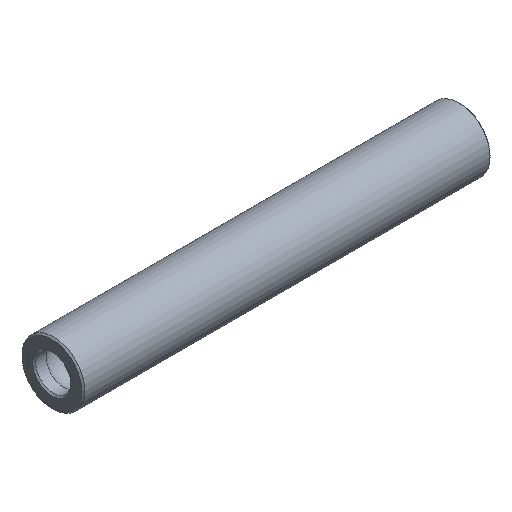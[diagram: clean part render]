
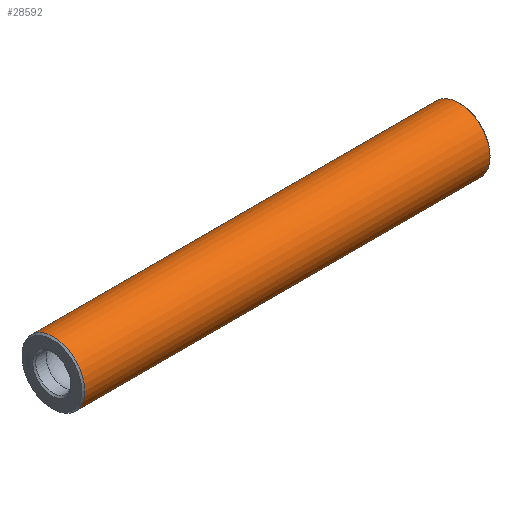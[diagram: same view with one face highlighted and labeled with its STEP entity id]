
A CAD part, isometric view. The second image highlights one B-rep face of the part: STEP entity #28592.
In plain terms, the highlighted cylindrical face has radius 6.25 mm (diameter 12.5 mm), a full revolution.
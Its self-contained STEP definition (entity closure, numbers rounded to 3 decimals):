
#126 = CONICAL_SURFACE('',#127,5.95,0.785);
#127 = AXIS2_PLACEMENT_3D('',#128,#129,#130);
#128 = CARTESIAN_POINT('',(-81.25,0.,0.));
#129 = DIRECTION('',(1.,0.,0.));
#130 = DIRECTION('',(0.,0.,1.));
#10629 = VERTEX_POINT('',#10630);
#10630 = CARTESIAN_POINT('',(-80.95,0.,6.25));
#10651 = EDGE_CURVE('',#10629,#10629,#10652,.T.);
#10652 = SURFACE_CURVE('',#10653,(#10658,#10665),.PCURVE_S1.);
#10653 = CIRCLE('',#10654,6.25);
#10654 = AXIS2_PLACEMENT_3D('',#10655,#10656,#10657);
#10655 = CARTESIAN_POINT('',(-80.95,0.,0.));
#10656 = DIRECTION('',(1.,0.,0.));
#10657 = DIRECTION('',(0.,0.,1.));
#10658 = PCURVE('',#126,#10659);
#10659 = DEFINITIONAL_REPRESENTATION('',(#10660),#10664);
#10660 = LINE('',#10661,#10662);
#10661 = CARTESIAN_POINT('',(0.,0.3));
#10662 = VECTOR('',#10663,1.);
#10663 = DIRECTION('',(1.,0.));
#10664 = ( GEOMETRIC_REPRESENTATION_CONTEXT(2) 
PARAMETRIC_REPRESENTATION_CONTEXT() REPRESENTATION_CONTEXT('2D SPACE',''
  ) );
#10665 = PCURVE('',#10666,#10671);
#10666 = CYLINDRICAL_SURFACE('',#10667,6.25);
#10667 = AXIS2_PLACEMENT_3D('',#10668,#10669,#10670);
#10668 = CARTESIAN_POINT('',(-80.95,0.,0.));
#10669 = DIRECTION('',(1.,0.,0.));
#10670 = DIRECTION('',(0.,0.,1.));
#10671 = DEFINITIONAL_REPRESENTATION('',(#10672),#10676);
#10672 = LINE('',#10673,#10674);
#10673 = CARTESIAN_POINT('',(0.,0.));
#10674 = VECTOR('',#10675,1.);
#10675 = DIRECTION('',(1.,0.));
#10676 = ( GEOMETRIC_REPRESENTATION_CONTEXT(2) 
PARAMETRIC_REPRESENTATION_CONTEXT() REPRESENTATION_CONTEXT('2D SPACE',''
  ) );
#28592 = ADVANCED_FACE('',(#28593),#10666,.T.);
#28593 = FACE_BOUND('',#28594,.T.);
#28594 = EDGE_LOOP('',(#28595,#28596,#28619,#28646));
#28595 = ORIENTED_EDGE('',*,*,#10651,.T.);
#28596 = ORIENTED_EDGE('',*,*,#28597,.T.);
#28597 = EDGE_CURVE('',#10629,#28598,#28600,.T.);
#28598 = VERTEX_POINT('',#28599);
#28599 = CARTESIAN_POINT('',(-0.3,0.,6.25));
#28600 = SEAM_CURVE('',#28601,(#28605,#28612),.PCURVE_S1.);
#28601 = LINE('',#28602,#28603);
#28602 = CARTESIAN_POINT('',(-80.95,0.,6.25));
#28603 = VECTOR('',#28604,1.);
#28604 = DIRECTION('',(1.,0.,0.));
#28605 = PCURVE('',#10666,#28606);
#28606 = DEFINITIONAL_REPRESENTATION('',(#28607),#28611);
#28607 = LINE('',#28608,#28609);
#28608 = CARTESIAN_POINT('',(0.,0.));
#28609 = VECTOR('',#28610,1.);
#28610 = DIRECTION('',(0.,1.));
#28611 = ( GEOMETRIC_REPRESENTATION_CONTEXT(2) 
PARAMETRIC_REPRESENTATION_CONTEXT() REPRESENTATION_CONTEXT('2D SPACE',''
  ) );
#28612 = PCURVE('',#10666,#28613);
#28613 = DEFINITIONAL_REPRESENTATION('',(#28614),#28618);
#28614 = LINE('',#28615,#28616);
#28615 = CARTESIAN_POINT('',(6.283,0.));
#28616 = VECTOR('',#28617,1.);
#28617 = DIRECTION('',(0.,1.));
#28618 = ( GEOMETRIC_REPRESENTATION_CONTEXT(2) 
PARAMETRIC_REPRESENTATION_CONTEXT() REPRESENTATION_CONTEXT('2D SPACE',''
  ) );
#28619 = ORIENTED_EDGE('',*,*,#28620,.F.);
#28620 = EDGE_CURVE('',#28598,#28598,#28621,.T.);
#28621 = SURFACE_CURVE('',#28622,(#28627,#28634),.PCURVE_S1.);
#28622 = CIRCLE('',#28623,6.25);
#28623 = AXIS2_PLACEMENT_3D('',#28624,#28625,#28626);
#28624 = CARTESIAN_POINT('',(-0.3,0.,0.));
#28625 = DIRECTION('',(1.,0.,0.));
#28626 = DIRECTION('',(0.,0.,1.));
#28627 = PCURVE('',#10666,#28628);
#28628 = DEFINITIONAL_REPRESENTATION('',(#28629),#28633);
#28629 = LINE('',#28630,#28631);
#28630 = CARTESIAN_POINT('',(0.,80.65));
#28631 = VECTOR('',#28632,1.);
#28632 = DIRECTION('',(1.,0.));
#28633 = ( GEOMETRIC_REPRESENTATION_CONTEXT(2) 
PARAMETRIC_REPRESENTATION_CONTEXT() REPRESENTATION_CONTEXT('2D SPACE',''
  ) );
#28634 = PCURVE('',#28635,#28640);
#28635 = CONICAL_SURFACE('',#28636,6.25,0.785);
#28636 = AXIS2_PLACEMENT_3D('',#28637,#28638,#28639);
#28637 = CARTESIAN_POINT('',(-0.3,0.,0.));
#28638 = DIRECTION('',(-1.,-0.,-0.));
#28639 = DIRECTION('',(0.,0.,1.));
#28640 = DEFINITIONAL_REPRESENTATION('',(#28641),#28645);
#28641 = LINE('',#28642,#28643);
#28642 = CARTESIAN_POINT('',(-0.,-0.));
#28643 = VECTOR('',#28644,1.);
#28644 = DIRECTION('',(-1.,-0.));
#28645 = ( GEOMETRIC_REPRESENTATION_CONTEXT(2) 
PARAMETRIC_REPRESENTATION_CONTEXT() REPRESENTATION_CONTEXT('2D SPACE',''
  ) );
#28646 = ORIENTED_EDGE('',*,*,#28597,.F.);
